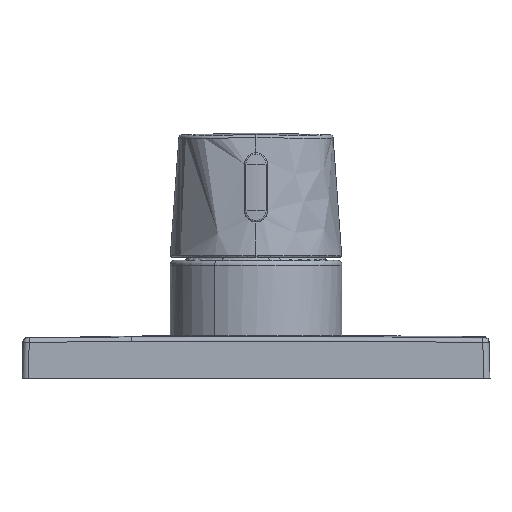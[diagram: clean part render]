
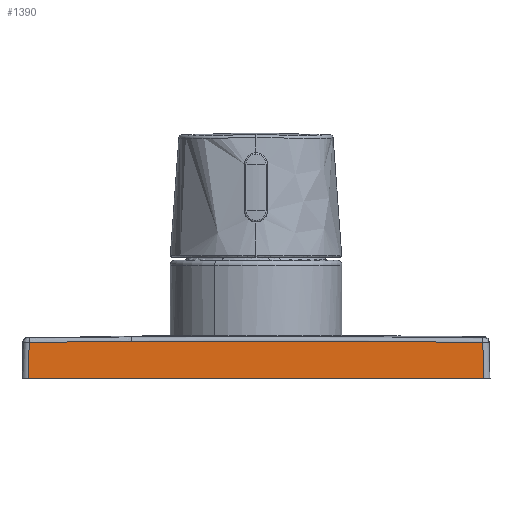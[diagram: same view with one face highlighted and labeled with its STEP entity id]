
A CAD part, front view. The second image highlights one B-rep face of the part: STEP entity #1390.
In plain terms, the highlighted planar face has unit normal (0, -1, 0.026).
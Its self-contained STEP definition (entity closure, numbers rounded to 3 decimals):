
#57 = DIRECTION ( 'NONE',  ( 1., 0., 0. ) ) ;
#86 = AXIS2_PLACEMENT_3D ( 'NONE', #3915, #5605, #5135 ) ;
#149 = VERTEX_POINT ( 'NONE', #1314 ) ;
#352 = ORIENTED_EDGE ( 'NONE', *, *, #1536, .F. ) ;
#363 = CARTESIAN_POINT ( 'NONE',  ( 128.778, 81.119, 305.065 ) ) ;
#528 = EDGE_CURVE ( 'NONE', #5222, #4760, #5160, .T. ) ;
#619 = FACE_OUTER_BOUND ( 'NONE', #4162, .T. ) ;
#893 = CIRCLE ( 'NONE', #86, 6393.977 ) ;
#993 = EDGE_CURVE ( 'NONE', #149, #4760, #5489, .T. ) ;
#1213 = VERTEX_POINT ( 'NONE', #2813 ) ;
#1314 = CARTESIAN_POINT ( 'NONE',  ( 274.473, 81.425, 316.773 ) ) ;
#1390 = ADVANCED_FACE ( 'NONE', ( #619 ), #4664, .T. ) ;
#1536 = EDGE_CURVE ( 'NONE', #5222, #1213, #4133, .T. ) ;
#1620 = DIRECTION ( 'NONE',  ( -1., 0., 0. ) ) ;
#1626 = AXIS2_PLACEMENT_3D ( 'NONE', #2544, #5610, #5594 ) ;
#1693 = CIRCLE ( 'NONE', #1626, 6394.014 ) ;
#1844 = CARTESIAN_POINT ( 'NONE',  ( 274.779, 81.119, 305.065 ) ) ;
#2222 = DIRECTION ( 'NONE',  ( 0.026, 0.026, 0.999 ) ) ;
#2259 = VERTEX_POINT ( 'NONE', #5394 ) ;
#2299 = EDGE_CURVE ( 'NONE', #2259, #149, #1693, .T. ) ;
#2482 = DIRECTION ( 'NONE',  ( 0., -1., 0.026 ) ) ;
#2521 = CARTESIAN_POINT ( 'NONE',  ( 201.778, 81.119, 305.065 ) ) ;
#2544 = CARTESIAN_POINT ( 'NONE',  ( 201.778, -85.939, -6074.637 ) ) ;
#2813 = CARTESIAN_POINT ( 'NONE',  ( 129.084, 81.425, 316.773 ) ) ;
#3222 = VECTOR ( 'NONE', #2222, 1000. ) ;
#3309 = ORIENTED_EDGE ( 'NONE', *, *, #2299, .F. ) ;
#3316 = ORIENTED_EDGE ( 'NONE', *, *, #4980, .F. ) ;
#3915 = CARTESIAN_POINT ( 'NONE',  ( 201.778, -85.938, -6074.6 ) ) ;
#4007 = CARTESIAN_POINT ( 'NONE',  ( 128.938, 81.279, 311.175 ) ) ;
#4093 = ORIENTED_EDGE ( 'NONE', *, *, #993, .F. ) ;
#4133 = LINE ( 'NONE', #4007, #3222 ) ;
#4162 = EDGE_LOOP ( 'NONE', ( #352, #4215, #4093, #3309, #3316 ) ) ;
#4215 = ORIENTED_EDGE ( 'NONE', *, *, #528, .T. ) ;
#4664 = PLANE ( 'NONE',  #4694 ) ;
#4694 = AXIS2_PLACEMENT_3D ( 'NONE', #2521, #2482, #1620 ) ;
#4760 = VERTEX_POINT ( 'NONE', #1844 ) ;
#4964 = CARTESIAN_POINT ( 'NONE',  ( 201.778, 81.119, 305.065 ) ) ;
#4980 = EDGE_CURVE ( 'NONE', #1213, #2259, #893, .T. ) ;
#5023 = CARTESIAN_POINT ( 'NONE',  ( 274.619, 81.279, 311.175 ) ) ;
#5135 = DIRECTION ( 'NONE',  ( -0.011, 0.026, 1. ) ) ;
#5160 = LINE ( 'NONE', #4964, #5629 ) ;
#5222 = VERTEX_POINT ( 'NONE', #363 ) ;
#5283 = VECTOR ( 'NONE', #5493, 1000. ) ;
#5394 = CARTESIAN_POINT ( 'NONE',  ( 161.797, 81.433, 317.061 ) ) ;
#5489 = LINE ( 'NONE', #5023, #5283 ) ;
#5493 = DIRECTION ( 'NONE',  ( 0.026, -0.026, -0.999 ) ) ;
#5594 = DIRECTION ( 'NONE',  ( -0.006, 0.026, 1. ) ) ;
#5605 = DIRECTION ( 'NONE',  ( 0., 1., -0.026 ) ) ;
#5610 = DIRECTION ( 'NONE',  ( 0., 1., -0.026 ) ) ;
#5629 = VECTOR ( 'NONE', #57, 1000. ) ;
